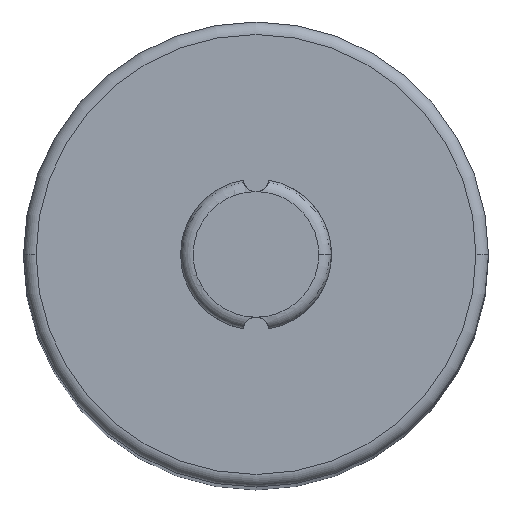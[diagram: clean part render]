
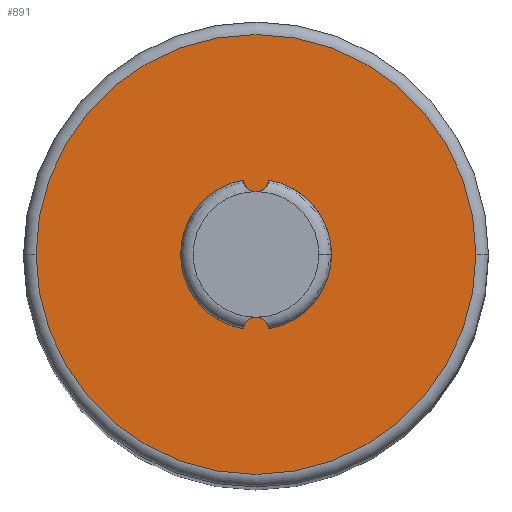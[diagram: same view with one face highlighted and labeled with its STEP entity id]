
A CAD part, top view. The second image highlights one B-rep face of the part: STEP entity #891.
In plain terms, the highlighted planar face has unit normal (0, 0, 1).
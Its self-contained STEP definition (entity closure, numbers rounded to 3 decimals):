
#20 = LINE ( 'NONE', #1420, #1290 ) ;
#32 = EDGE_CURVE ( 'NONE', #610, #45, #88, .T. ) ;
#43 = VECTOR ( 'NONE', #1299, 1000. ) ;
#45 = VERTEX_POINT ( 'NONE', #104 ) ;
#52 = CARTESIAN_POINT ( 'NONE',  ( 0., 0., 68.5 ) ) ;
#78 = ORIENTED_EDGE ( 'NONE', *, *, #32, .F. ) ;
#84 = CARTESIAN_POINT ( 'NONE',  ( 0., 0., 68.5 ) ) ;
#88 = CIRCLE ( 'NONE', #237, 3. ) ;
#104 = CARTESIAN_POINT ( 'NONE',  ( -3., 0., 68.5 ) ) ;
#120 = AXIS2_PLACEMENT_3D ( 'NONE', #322, #217, #1253 ) ;
#128 = CARTESIAN_POINT ( 'NONE',  ( -0.482, 2.86, 68.5 ) ) ;
#142 = AXIS2_PLACEMENT_3D ( 'NONE', #570, #902, #788 ) ;
#164 = ORIENTED_EDGE ( 'NONE', *, *, #1021, .T. ) ;
#166 = CARTESIAN_POINT ( 'NONE',  ( 0.498, -2.958, 68.5 ) ) ;
#171 = ORIENTED_EDGE ( 'NONE', *, *, #1109, .T. ) ;
#182 = VERTEX_POINT ( 'NONE', #1184 ) ;
#190 = DIRECTION ( 'NONE',  ( 0., 0., 1. ) ) ;
#217 = DIRECTION ( 'NONE',  ( 0., 0., 1. ) ) ;
#227 = ORIENTED_EDGE ( 'NONE', *, *, #1473, .F. ) ;
#229 = DIRECTION ( 'NONE',  ( 1., 0., 0. ) ) ;
#230 = EDGE_CURVE ( 'NONE', #1204, #289, #1009, .T. ) ;
#237 = AXIS2_PLACEMENT_3D ( 'NONE', #815, #924, #1168 ) ;
#264 = PLANE ( 'NONE',  #1355 ) ;
#289 = VERTEX_POINT ( 'NONE', #952 ) ;
#316 = CARTESIAN_POINT ( 'NONE',  ( 0., 0., 68.5 ) ) ;
#317 = VERTEX_POINT ( 'NONE', #742 ) ;
#322 = CARTESIAN_POINT ( 'NONE',  ( 0., 0., 68.5 ) ) ;
#355 = ORIENTED_EDGE ( 'NONE', *, *, #1195, .T. ) ;
#358 = EDGE_CURVE ( 'NONE', #317, #1055, #497, .T. ) ;
#366 = CARTESIAN_POINT ( 'NONE',  ( 0., 0., 68.5 ) ) ;
#367 = DIRECTION ( 'NONE',  ( 0.166, 0.986, 0. ) ) ;
#375 = CIRCLE ( 'NONE', #1261, 3. ) ;
#396 = CARTESIAN_POINT ( 'NONE',  ( 0.482, 2.86, 68.5 ) ) ;
#424 = DIRECTION ( 'NONE',  ( 1., 0., 0. ) ) ;
#436 = EDGE_CURVE ( 'NONE', #1498, #610, #1037, .T. ) ;
#497 = LINE ( 'NONE', #166, #743 ) ;
#500 = ORIENTED_EDGE ( 'NONE', *, *, #436, .F. ) ;
#518 = CIRCLE ( 'NONE', #1462, 8.75 ) ;
#555 = VERTEX_POINT ( 'NONE', #1330 ) ;
#570 = CARTESIAN_POINT ( 'NONE',  ( 0., 0., 68.5 ) ) ;
#610 = VERTEX_POINT ( 'NONE', #1249 ) ;
#619 = DIRECTION ( 'NONE',  ( -0.166, -0.986, 0. ) ) ;
#623 = VERTEX_POINT ( 'NONE', #872 ) ;
#632 = AXIS2_PLACEMENT_3D ( 'NONE', #366, #1301, #1105 ) ;
#642 = DIRECTION ( 'NONE',  ( 0.166, -0.986, 0. ) ) ;
#679 = EDGE_LOOP ( 'NONE', ( #999, #227, #78, #500, #355, #171 ) ) ;
#738 = EDGE_LOOP ( 'NONE', ( #1240, #1222, #963, #164 ) ) ;
#742 = CARTESIAN_POINT ( 'NONE',  ( 0.482, -2.86, 68.5 ) ) ;
#743 = VECTOR ( 'NONE', #642, 1000. ) ;
#750 = CARTESIAN_POINT ( 'NONE',  ( -8.75, 0., 68.5 ) ) ;
#752 = ORIENTED_EDGE ( 'NONE', *, *, #230, .T. ) ;
#770 = DIRECTION ( 'NONE',  ( 0., 0., 1. ) ) ;
#777 = CARTESIAN_POINT ( 'NONE',  ( 0., 0., 68.5 ) ) ;
#788 = DIRECTION ( 'NONE',  ( -1., 0., 0. ) ) ;
#794 = VECTOR ( 'NONE', #619, 1000. ) ;
#799 = DIRECTION ( 'NONE',  ( 0., 0., 1. ) ) ;
#815 = CARTESIAN_POINT ( 'NONE',  ( 0., 0., 68.5 ) ) ;
#834 = FACE_OUTER_BOUND ( 'NONE', #1344, .T. ) ;
#870 = CIRCLE ( 'NONE', #120, 2.9 ) ;
#872 = CARTESIAN_POINT ( 'NONE',  ( -0.498, -2.958, 68.5 ) ) ;
#878 = EDGE_CURVE ( 'NONE', #976, #555, #20, .T. ) ;
#891 = ADVANCED_FACE ( 'NONE', ( #834, #1303, #1309 ), #264, .T. ) ;
#893 = CIRCLE ( 'NONE', #142, 2.9 ) ;
#902 = DIRECTION ( 'NONE',  ( 0., 0., 1. ) ) ;
#908 = DIRECTION ( 'NONE',  ( 1., 0., 0. ) ) ;
#924 = DIRECTION ( 'NONE',  ( 0., 0., 1. ) ) ;
#941 = ORIENTED_EDGE ( 'NONE', *, *, #991, .T. ) ;
#952 = CARTESIAN_POINT ( 'NONE',  ( 8.75, 0., 68.5 ) ) ;
#963 = ORIENTED_EDGE ( 'NONE', *, *, #358, .F. ) ;
#976 = VERTEX_POINT ( 'NONE', #396 ) ;
#991 = EDGE_CURVE ( 'NONE', #289, #1204, #518, .T. ) ;
#999 = ORIENTED_EDGE ( 'NONE', *, *, #1365, .T. ) ;
#1009 = CIRCLE ( 'NONE', #1381, 8.75 ) ;
#1019 = CARTESIAN_POINT ( 'NONE',  ( 0., 0., 68.5 ) ) ;
#1021 = EDGE_CURVE ( 'NONE', #317, #976, #893, .T. ) ;
#1023 = DIRECTION ( 'NONE',  ( 1., 0., 0. ) ) ;
#1037 = LINE ( 'NONE', #1400, #43 ) ;
#1055 = VERTEX_POINT ( 'NONE', #1366 ) ;
#1105 = DIRECTION ( 'NONE',  ( -1., 0., 0. ) ) ;
#1109 = EDGE_CURVE ( 'NONE', #182, #1186, #870, .T. ) ;
#1116 = AXIS2_PLACEMENT_3D ( 'NONE', #84, #799, #229 ) ;
#1168 = DIRECTION ( 'NONE',  ( 1., 0., 0. ) ) ;
#1184 = CARTESIAN_POINT ( 'NONE',  ( -2.9, 0., 68.5 ) ) ;
#1186 = VERTEX_POINT ( 'NONE', #1418 ) ;
#1195 = EDGE_CURVE ( 'NONE', #1498, #182, #1439, .T. ) ;
#1204 = VERTEX_POINT ( 'NONE', #750 ) ;
#1222 = ORIENTED_EDGE ( 'NONE', *, *, #1327, .F. ) ;
#1240 = ORIENTED_EDGE ( 'NONE', *, *, #878, .T. ) ;
#1249 = CARTESIAN_POINT ( 'NONE',  ( -0.498, 2.958, 68.5 ) ) ;
#1253 = DIRECTION ( 'NONE',  ( -1., 0., 0. ) ) ;
#1261 = AXIS2_PLACEMENT_3D ( 'NONE', #777, #770, #1297 ) ;
#1285 = CARTESIAN_POINT ( 'NONE',  ( -0.498, -2.958, 68.5 ) ) ;
#1290 = VECTOR ( 'NONE', #367, 1000. ) ;
#1297 = DIRECTION ( 'NONE',  ( 1., 0., 0. ) ) ;
#1299 = DIRECTION ( 'NONE',  ( -0.166, 0.986, 0. ) ) ;
#1301 = DIRECTION ( 'NONE',  ( 0., 0., 1. ) ) ;
#1303 = FACE_BOUND ( 'NONE', #738, .T. ) ;
#1309 = FACE_BOUND ( 'NONE', #679, .T. ) ;
#1313 = CIRCLE ( 'NONE', #1116, 3. ) ;
#1327 = EDGE_CURVE ( 'NONE', #1055, #555, #1313, .T. ) ;
#1330 = CARTESIAN_POINT ( 'NONE',  ( 0.498, 2.958, 68.5 ) ) ;
#1344 = EDGE_LOOP ( 'NONE', ( #941, #752 ) ) ;
#1355 = AXIS2_PLACEMENT_3D ( 'NONE', #316, #190, #424 ) ;
#1365 = EDGE_CURVE ( 'NONE', #1186, #623, #1451, .T. ) ;
#1366 = CARTESIAN_POINT ( 'NONE',  ( 0.498, -2.958, 68.5 ) ) ;
#1381 = AXIS2_PLACEMENT_3D ( 'NONE', #1019, #1495, #908 ) ;
#1400 = CARTESIAN_POINT ( 'NONE',  ( -0.498, 2.958, 68.5 ) ) ;
#1418 = CARTESIAN_POINT ( 'NONE',  ( -0.482, -2.86, 68.5 ) ) ;
#1420 = CARTESIAN_POINT ( 'NONE',  ( 0.498, 2.958, 68.5 ) ) ;
#1439 = CIRCLE ( 'NONE', #632, 2.9 ) ;
#1451 = LINE ( 'NONE', #1285, #794 ) ;
#1462 = AXIS2_PLACEMENT_3D ( 'NONE', #52, #1502, #1023 ) ;
#1473 = EDGE_CURVE ( 'NONE', #45, #623, #375, .T. ) ;
#1495 = DIRECTION ( 'NONE',  ( 0., 0., 1. ) ) ;
#1498 = VERTEX_POINT ( 'NONE', #128 ) ;
#1502 = DIRECTION ( 'NONE',  ( 0., 0., 1. ) ) ;
